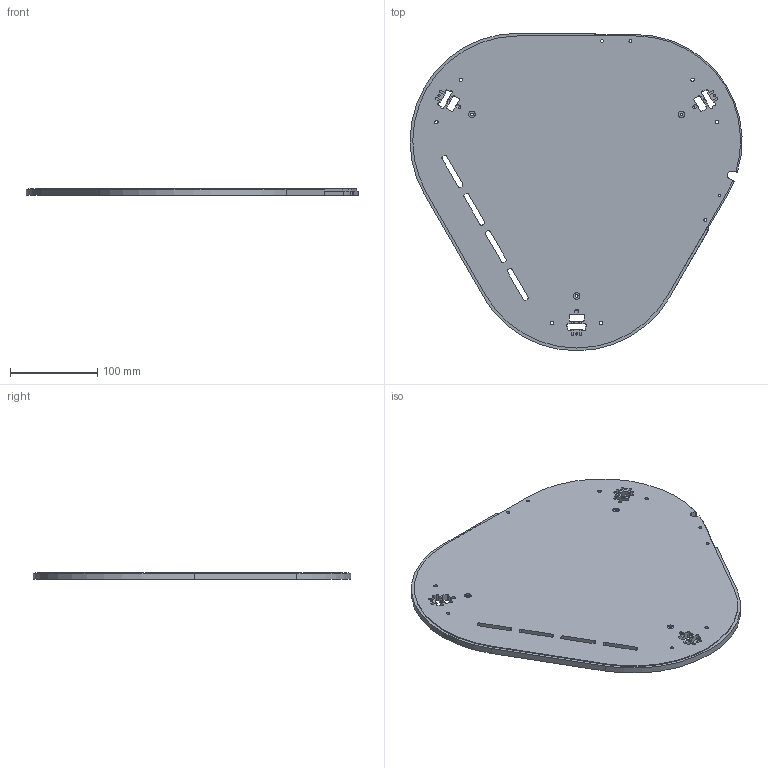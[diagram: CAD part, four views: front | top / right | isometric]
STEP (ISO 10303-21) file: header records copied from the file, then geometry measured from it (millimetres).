
FILE_DESCRIPTION(/* description */ (''),/* implementation_level */ '2;1');
FILE_NAME(/* name */ 'top_plate.stp',/* time_stamp */ '2016-10-20T11:06:07+09:00',/* author */ ('admin'),/* organization */ (''),/* preprocessor_version */ 'ST-DEVELOPER v16.1',/* originating_system */ 'Autodesk Inventor 2016',/* authorisation */ '');
FILE_SCHEMA (('AUTOMOTIVE_DESIGN { 1 0 10303 214 3 1 1 }'));
Length unit declared in the file: millimetre
Products named in the file (1): top_plate
Bounding box: 380.2 x 363.73 x 8 mm (x, y, z)
Volume: 819963.7 mm3; surface area: 222952.5 mm2
Topology: 1 solids, 1 shells, 207 faces, 729 edges, 630 vertices
Faces by surface type: plane 112, cylinder 89, cone 3, sphere 3
Full cylindrical faces by diameter (mm): 2.459 x3, 3 x3, 3.25 x4, 4 x6, 7.5 x3
Entity records: 7725 total; most frequent: CARTESIAN_POINT 1519, DIRECTION 1347, ORIENTED_EDGE 1162, EDGE_CURVE 581, LINE 471, VECTOR 471, AXIS2_PLACEMENT_3D 438, VERTEX_POINT 398
